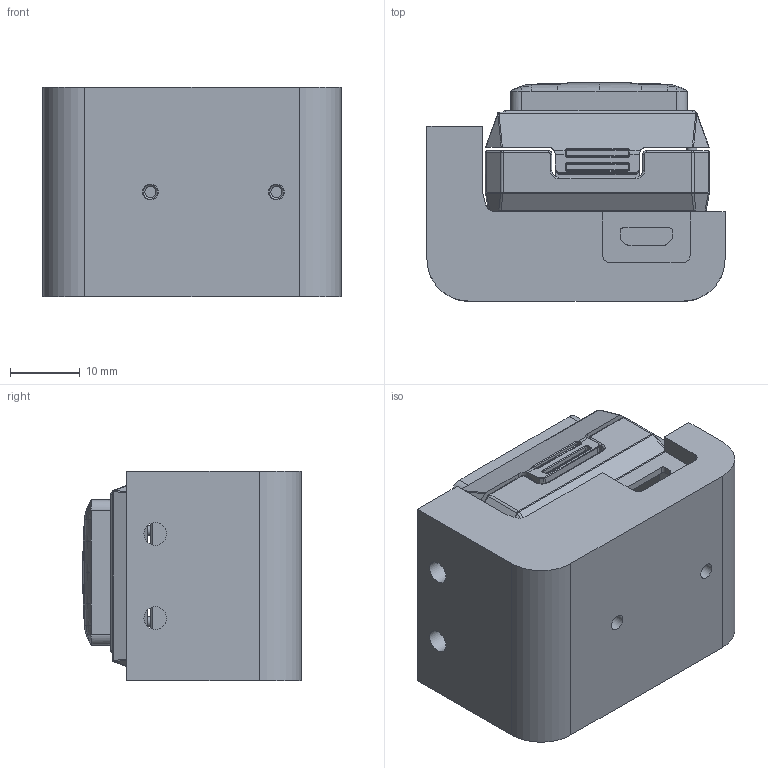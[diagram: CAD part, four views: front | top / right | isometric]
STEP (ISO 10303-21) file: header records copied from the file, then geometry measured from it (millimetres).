
FILE_DESCRIPTION(/* description */ (''),/* implementation_level */ '2;1');
FILE_NAME(/* name */ 'GSMINI_frame.step',/* time_stamp */ '2023-09-15T12:51:30+09:00',/* author */ (''),/* organization */ (''),/* preprocessor_version */ 'ST-DEVELOPER v20',/* originating_system */ 'Autodesk Translation Framework v12.9.0.99',/* authorisation */ '');
FILE_SCHEMA (('AUTOMOTIVE_DESIGN { 1 0 10303 214 3 1 1 }'));
Products named in the file (5): GSMINI_frame_all; MINI_SHELL; COMPOUND; SHELL; Body
Assembly tree (4 placements, depth 3):
  GSMINI_frame_all
    MINI_SHELL
      COMPOUND
      SHELL
    Body
Bounding box: 42.6 x 31.25 x 30 mm (x, y, z)
Volume: 15799.9 mm3; surface area: 15416.5 mm2
Topology: 3 solids, 4 shells, 997 faces, 2596 edges, 1597 vertices
Faces by surface type: cylinder 364, bspline 301, plane 280, sphere 34, torus 12, cone 6
Full cylindrical faces by diameter (mm): 1.45 x2, 1.6 x2, 1.8 x2, 2.25 x2, 3 x2, 3.25 x2, 3.5 x2, 6.5 x2
Entity records: 47271 total; most frequent: CARTESIAN_POINT 24550, ORIENTED_EDGE 5105, DIRECTION 4157, EDGE_CURVE 2555, VERTEX_POINT 1597, AXIS2_PLACEMENT_3D 1534, LINE 1089, VECTOR 1089
